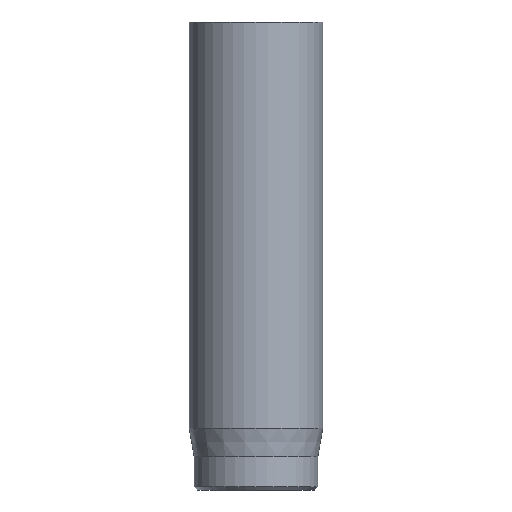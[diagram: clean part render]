
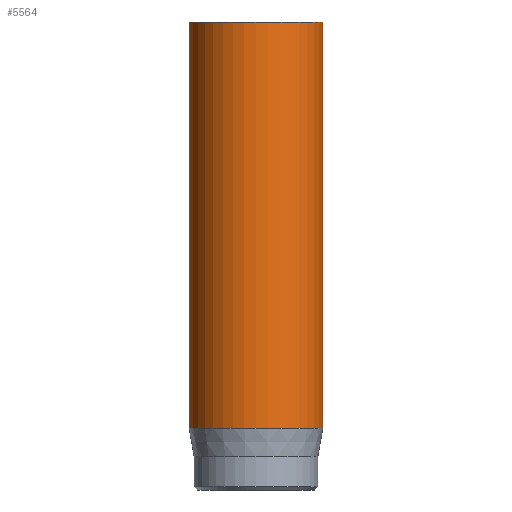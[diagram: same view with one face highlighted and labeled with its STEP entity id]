
A CAD part, front view. The second image highlights one B-rep face of the part: STEP entity #5564.
In plain terms, the highlighted cylindrical face has radius 2 mm (diameter 4 mm), a full revolution.
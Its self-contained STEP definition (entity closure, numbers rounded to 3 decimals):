
#44=CYLINDRICAL_SURFACE('',#5759,2.);
#47=CIRCLE('',#5729,2.);
#61=CIRCLE('',#5757,2.);
#62=CIRCLE('',#5758,2.);
#490=FACE_OUTER_BOUND('',#817,.T.);
#817=EDGE_LOOP('',(#4990,#4991,#4992,#4993,#4994));
#1238=LINE('',#10561,#1667);
#1667=VECTOR('',#6438,2.);
#2565=VERTEX_POINT('',#10506);
#2579=VERTEX_POINT('',#10555);
#2580=VERTEX_POINT('',#10556);
#3367=EDGE_CURVE('',#2565,#2565,#47,.T.);
#3388=EDGE_CURVE('',#2579,#2580,#61,.T.);
#3389=EDGE_CURVE('',#2580,#2579,#62,.T.);
#3391=EDGE_CURVE('',#2565,#2579,#1238,.T.);
#4990=ORIENTED_EDGE('',*,*,#3367,.T.);
#4991=ORIENTED_EDGE('',*,*,#3391,.T.);
#4992=ORIENTED_EDGE('',*,*,#3388,.T.);
#4993=ORIENTED_EDGE('',*,*,#3389,.T.);
#4994=ORIENTED_EDGE('',*,*,#3391,.F.);
#5564=ADVANCED_FACE('',(#490),#44,.T.);
#5729=AXIS2_PLACEMENT_3D('',#10507,#6368,#6369);
#5757=AXIS2_PLACEMENT_3D('',#10557,#6431,#6432);
#5758=AXIS2_PLACEMENT_3D('',#10558,#6433,#6434);
#5759=AXIS2_PLACEMENT_3D('',#10560,#6436,#6437);
#6368=DIRECTION('center_axis',(0.,0.,-1.));
#6369=DIRECTION('ref_axis',(-1.,0.,0.));
#6431=DIRECTION('center_axis',(0.,0.,1.));
#6432=DIRECTION('ref_axis',(-1.,0.,0.));
#6433=DIRECTION('center_axis',(0.,0.,1.));
#6434=DIRECTION('ref_axis',(-1.,0.,0.));
#6436=DIRECTION('center_axis',(0.,0.,1.));
#6437=DIRECTION('ref_axis',(-1.,0.,0.));
#6438=DIRECTION('',(0.,0.,-1.));
#10506=CARTESIAN_POINT('',(2.,0.,14.));
#10507=CARTESIAN_POINT('Origin',(0.,0.,14.));
#10555=CARTESIAN_POINT('',(2.,0.,1.851));
#10556=CARTESIAN_POINT('',(-2.,0.,1.851));
#10557=CARTESIAN_POINT('Origin',(0.,0.,1.851));
#10558=CARTESIAN_POINT('Origin',(0.,0.,1.851));
#10560=CARTESIAN_POINT('Origin',(0.,0.,0.));
#10561=CARTESIAN_POINT('',(2.,0.,0.));
